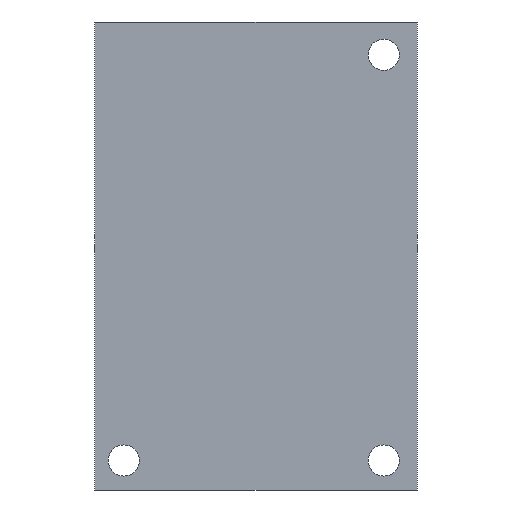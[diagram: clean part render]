
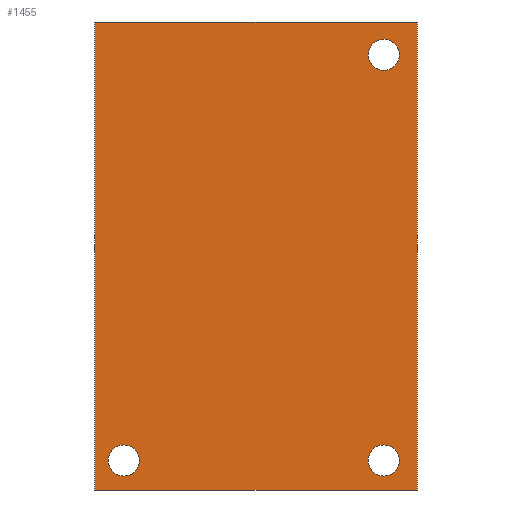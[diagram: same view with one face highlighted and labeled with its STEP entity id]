
A CAD part, front view. The second image highlights one B-rep face of the part: STEP entity #1455.
In plain terms, the highlighted planar face has unit normal (0, -1, 0).
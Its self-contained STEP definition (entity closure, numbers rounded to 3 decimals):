
#33=FACE_BOUND('',#288,.T.);
#34=FACE_BOUND('',#289,.T.);
#35=FACE_BOUND('',#290,.T.);
#107=PLANE('',#1558);
#188=FACE_OUTER_BOUND('',#287,.T.);
#287=EDGE_LOOP('',(#1349,#1350,#1351,#1352));
#288=EDGE_LOOP('',(#1353));
#289=EDGE_LOOP('',(#1354));
#290=EDGE_LOOP('',(#1355));
#465=LINE('',#2300,#649);
#467=LINE('',#2304,#651);
#469=LINE('',#2308,#653);
#471=LINE('',#2311,#655);
#649=VECTOR('',#1895,10.);
#651=VECTOR('',#1899,10.);
#653=VECTOR('',#1903,10.);
#655=VECTOR('',#1907,10.);
#665=CIRCLE('',#1477,1.5);
#667=CIRCLE('',#1480,1.5);
#669=CIRCLE('',#1483,1.5);
#673=VERTEX_POINT('',#1932);
#675=VERTEX_POINT('',#1938);
#677=VERTEX_POINT('',#1944);
#792=VERTEX_POINT('',#2297);
#793=VERTEX_POINT('',#2299);
#794=VERTEX_POINT('',#2303);
#795=VERTEX_POINT('',#2307);
#802=EDGE_CURVE('',#673,#673,#665,.T.);
#805=EDGE_CURVE('',#675,#675,#667,.T.);
#808=EDGE_CURVE('',#677,#677,#669,.T.);
#977=EDGE_CURVE('',#793,#792,#465,.T.);
#979=EDGE_CURVE('',#794,#793,#467,.T.);
#981=EDGE_CURVE('',#795,#794,#469,.T.);
#983=EDGE_CURVE('',#792,#795,#471,.T.);
#1349=ORIENTED_EDGE('',*,*,#983,.T.);
#1350=ORIENTED_EDGE('',*,*,#981,.T.);
#1351=ORIENTED_EDGE('',*,*,#979,.T.);
#1352=ORIENTED_EDGE('',*,*,#977,.T.);
#1353=ORIENTED_EDGE('',*,*,#802,.T.);
#1354=ORIENTED_EDGE('',*,*,#805,.T.);
#1355=ORIENTED_EDGE('',*,*,#808,.T.);
#1455=ADVANCED_FACE('',(#188,#33,#34,#35),#107,.T.);
#1477=AXIS2_PLACEMENT_3D('',#1934,#1571,#1572);
#1480=AXIS2_PLACEMENT_3D('',#1940,#1578,#1579);
#1483=AXIS2_PLACEMENT_3D('',#1946,#1585,#1586);
#1558=AXIS2_PLACEMENT_3D('',#2312,#1908,#1909);
#1571=DIRECTION('center_axis',(0.,1.,0.));
#1572=DIRECTION('ref_axis',(1.,0.,0.));
#1578=DIRECTION('center_axis',(0.,1.,0.));
#1579=DIRECTION('ref_axis',(1.,0.,0.));
#1585=DIRECTION('center_axis',(0.,1.,0.));
#1586=DIRECTION('ref_axis',(1.,0.,0.));
#1895=DIRECTION('',(0.,0.,1.));
#1899=DIRECTION('',(1.,0.,0.));
#1903=DIRECTION('',(0.,0.,-1.));
#1907=DIRECTION('',(-1.,0.,0.));
#1908=DIRECTION('center_axis',(0.,-1.,0.));
#1909=DIRECTION('ref_axis',(0.,0.,-1.));
#1932=CARTESIAN_POINT('',(1.297,-1.,2.836));
#1934=CARTESIAN_POINT('Origin',(2.797,-1.,2.836));
#1938=CARTESIAN_POINT('',(26.297,-1.,2.836));
#1940=CARTESIAN_POINT('Origin',(27.797,-1.,2.836));
#1944=CARTESIAN_POINT('',(26.297,-1.,41.836));
#1946=CARTESIAN_POINT('Origin',(27.797,-1.,41.836));
#2297=CARTESIAN_POINT('',(31.,-1.,45.));
#2299=CARTESIAN_POINT('',(31.,-1.,0.));
#2300=CARTESIAN_POINT('',(31.,-1.,0.));
#2303=CARTESIAN_POINT('',(0.,-1.,0.));
#2304=CARTESIAN_POINT('',(0.,-1.,0.));
#2307=CARTESIAN_POINT('',(0.,-1.,45.));
#2308=CARTESIAN_POINT('',(0.,-1.,45.));
#2311=CARTESIAN_POINT('',(31.,-1.,45.));
#2312=CARTESIAN_POINT('Origin',(15.5,-1.,22.5));
